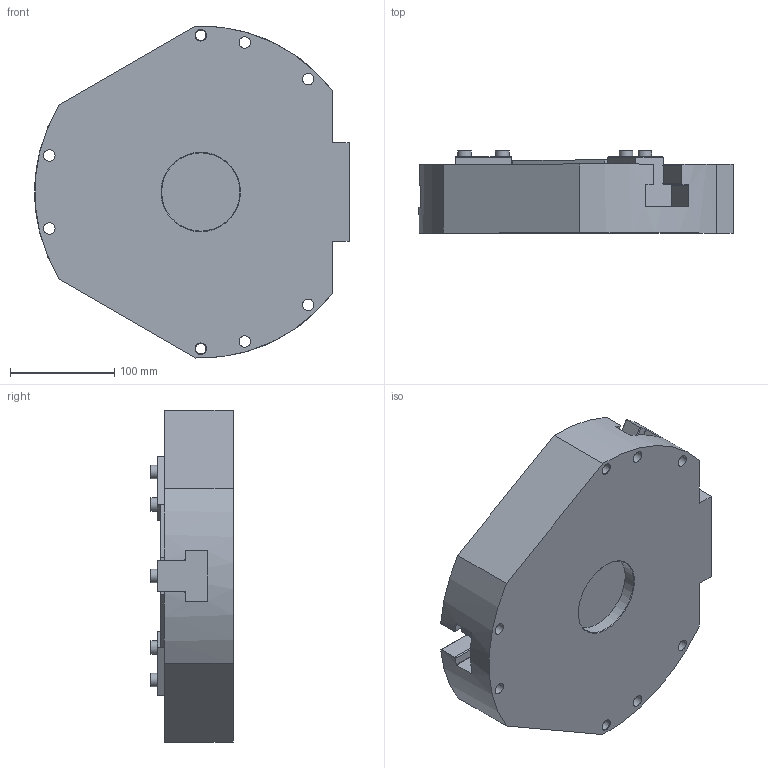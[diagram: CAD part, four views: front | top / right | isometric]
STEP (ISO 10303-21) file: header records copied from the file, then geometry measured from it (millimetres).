
FILE_DESCRIPTION((''),'2;1');
FILE_NAME('MCL 50.stp','2015-11-13T14:19:14',('BOLOGNESE'),(''),'Autodesk Inventor 2010','Autodesk Inventor 2010','');
FILE_SCHEMA(('AUTOMOTIVE_DESIGN { 1 0 10303 214 1 1 1 1 }'));
Length unit declared in the file: millimetre
Products named in the file (3): MCL 50; Corpo; Griffa
Assembly tree (4 placements, depth 2):
  MCL 50
    Corpo
    Griffa  x3
Bounding box: 300.8 x 79 x 317.86 mm (x, y, z)
Volume: 4530218.1 mm3; surface area: 381765.9 mm2
Topology: 4 solids, 4 shells, 252 faces, 641 edges, 412 vertices
Faces by surface type: plane 164, cylinder 49, bspline 22, cone 11, torus 6
Full cylindrical faces by diameter (mm): 10 x10, 11 x8, 13 x6, 17 x6, 70 x1, 75 x1
Entity records: 5220 total; most frequent: CARTESIAN_POINT 1207, DIRECTION 806, ORIENTED_EDGE 760, EDGE_CURVE 380, AXIS2_PLACEMENT_3D 287, VERTEX_POINT 268, EDGE_LOOP 236, VECTOR 232
